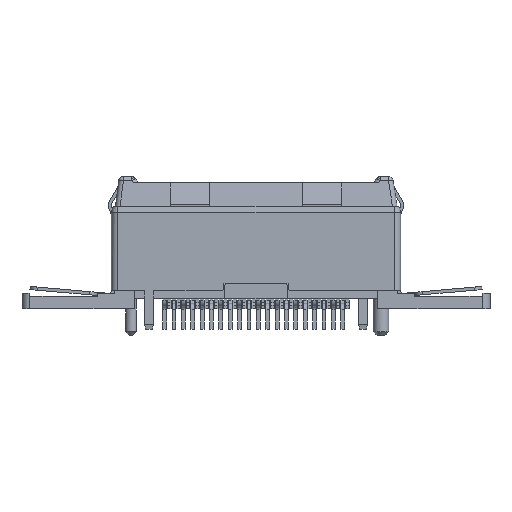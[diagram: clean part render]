
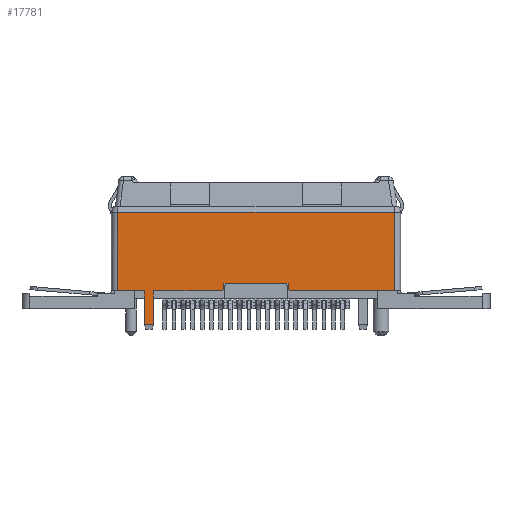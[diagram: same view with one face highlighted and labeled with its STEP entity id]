
A CAD part, front view. The second image highlights one B-rep face of the part: STEP entity #17781.
In plain terms, the highlighted planar face has unit normal (0, -1, 0).
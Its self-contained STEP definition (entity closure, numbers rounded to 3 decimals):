
#1040=DIRECTION('',(1.,0.,0.));
#1041=VECTOR('',#1040,0.65);
#1042=CARTESIAN_POINT('',(-7.8,-1.55,-5.42));
#1043=LINE('',#1042,#1041);
#1140=DIRECTION('',(1.,0.,0.));
#1141=VECTOR('',#1140,5.65);
#1142=CARTESIAN_POINT('',(2.15,-1.55,-5.42));
#1143=LINE('',#1142,#1141);
#1164=DIRECTION('',(1.,0.,0.));
#1165=VECTOR('',#1164,4.4);
#1166=CARTESIAN_POINT('',(-6.55,-1.55,-5.42));
#1167=LINE('',#1166,#1165);
#2963=DIRECTION('',(0.,0.,-1.));
#2964=VECTOR('',#2963,0.4);
#2965=CARTESIAN_POINT('',(-2.05,-1.55,-4.92));
#2966=LINE('',#2965,#2964);
#2967=DIRECTION('',(0.707,0.,0.707));
#2968=VECTOR('',#2967,0.141);
#2969=CARTESIAN_POINT('',(-2.15,-1.55,-5.42));
#2970=LINE('',#2969,#2968);
#2971=DIRECTION('',(0.,0.,1.));
#2972=VECTOR('',#2971,2.15);
#2973=CARTESIAN_POINT('',(-6.55,-1.55,-7.57));
#2974=LINE('',#2973,#2972);
#2975=DIRECTION('',(1.,0.,0.));
#2976=VECTOR('',#2975,0.6);
#2977=CARTESIAN_POINT('',(-7.15,-1.55,-7.57));
#2978=LINE('',#2977,#2976);
#2979=DIRECTION('',(0.,0.,-1.));
#2980=VECTOR('',#2979,2.15);
#2981=CARTESIAN_POINT('',(-7.15,-1.55,-5.42));
#2982=LINE('',#2981,#2980);
#2983=DIRECTION('',(1.,0.,0.));
#2984=VECTOR('',#2983,1.05);
#2985=CARTESIAN_POINT('',(-8.85,-1.55,-5.42));
#2986=LINE('',#2985,#2984);
#2987=DIRECTION('',(0.,0.,-1.));
#2988=VECTOR('',#2987,5.02);
#2989=CARTESIAN_POINT('',(-8.85,-1.55,
-0.4));
#2990=LINE('',#2989,#2988);
#2991=DIRECTION('',(1.,0.,0.));
#2992=VECTOR('',#2991,17.7);
#2993=CARTESIAN_POINT('',(-8.85,-1.55,
-0.4));
#2994=LINE('',#2993,#2992);
#2995=DIRECTION('',(-1.,0.,0.));
#2996=VECTOR('',#2995,1.05);
#2997=CARTESIAN_POINT('',(8.85,-1.55,-5.42));
#2998=LINE('',#2997,#2996);
#2999=DIRECTION('',(0.707,0.,-0.707));
#3000=VECTOR('',#2999,0.141);
#3001=CARTESIAN_POINT('',(2.05,-1.55,-5.32));
#3002=LINE('',#3001,#3000);
#3003=DIRECTION('',(0.,0.,1.));
#3004=VECTOR('',#3003,0.4);
#3005=CARTESIAN_POINT('',(2.05,-1.55,-5.32));
#3006=LINE('',#3005,#3004);
#3007=DIRECTION('',(-1.,0.,0.));
#3008=VECTOR('',#3007,3.7);
#3009=CARTESIAN_POINT('',(1.85,-1.55,-4.92));
#3010=LINE('',#3009,#3008);
#3015=DIRECTION('',(1.,0.,0.));
#3016=VECTOR('',#3015,0.2);
#3017=CARTESIAN_POINT('',(1.85,-1.55,-4.92));
#3018=LINE('',#3017,#3016);
#3023=DIRECTION('',(1.,0.,0.));
#3024=VECTOR('',#3023,0.2);
#3025=CARTESIAN_POINT('',(-2.05,-1.55,-4.92));
#3026=LINE('',#3025,#3024);
#3604=DIRECTION('',(0.,0.,-1.));
#3605=VECTOR('',#3604,5.02);
#3606=CARTESIAN_POINT('',(8.85,-1.55,
-0.4));
#3607=LINE('',#3606,#3605);
#11251=CARTESIAN_POINT('',(-8.85,-1.55,-0.4));
#11253=VERTEX_POINT('',#11251);
#11256=CARTESIAN_POINT('',(8.85,-1.55,
-0.4));
#11257=VERTEX_POINT('',#11256);
#11338=CARTESIAN_POINT('',(-7.15,-1.55,-5.42));
#11340=VERTEX_POINT('',#11338);
#11342=CARTESIAN_POINT('',(-6.55,-1.55,-5.42));
#11344=VERTEX_POINT('',#11342);
#11586=CARTESIAN_POINT('',(2.05,-1.55,-4.92));
#11588=VERTEX_POINT('',#11586);
#11590=CARTESIAN_POINT('',(-2.05,-1.55,-4.92));
#11592=VERTEX_POINT('',#11590);
#11672=CARTESIAN_POINT('',(-6.55,-1.55,-7.57));
#11674=VERTEX_POINT('',#11672);
#11684=CARTESIAN_POINT('',(-7.15,-1.55,-7.57));
#11685=VERTEX_POINT('',#11684);
#11814=CARTESIAN_POINT('',(-7.8,-1.55,-5.42));
#11816=VERTEX_POINT('',#11814);
#11822=CARTESIAN_POINT('',(7.8,-1.55,-5.42));
#11824=VERTEX_POINT('',#11822);
#11848=CARTESIAN_POINT('',(-8.85,-1.55,-5.42));
#11849=VERTEX_POINT('',#11848);
#11850=CARTESIAN_POINT('',(8.85,-1.55,-5.42));
#11851=VERTEX_POINT('',#11850);
#14388=CARTESIAN_POINT('',(2.05,-1.55,-5.32));
#14389=VERTEX_POINT('',#14388);
#14390=CARTESIAN_POINT('',(2.15,-1.55,-5.42));
#14391=VERTEX_POINT('',#14390);
#14392=CARTESIAN_POINT('',(-2.15,-1.55,-5.42));
#14393=CARTESIAN_POINT('',(-2.05,-1.55,-5.32));
#14394=VERTEX_POINT('',#14392);
#14395=VERTEX_POINT('',#14393);
#14476=CARTESIAN_POINT('',(1.85,-1.55,-4.92));
#14477=VERTEX_POINT('',#14476);
#14478=CARTESIAN_POINT('',(-1.85,-1.55,-4.92));
#14479=VERTEX_POINT('',#14478);
#17744=CARTESIAN_POINT('',(-8.85,-1.55,0.));
#17745=DIRECTION('',(0.,-1.,0.));
#17746=DIRECTION('',(1.,0.,0.));
#17747=AXIS2_PLACEMENT_3D('',#17744,#17745,#17746);
#17748=PLANE('',#17747);
#17750=ORIENTED_EDGE('',*,*,#17749,.F.);
#17752=ORIENTED_EDGE('',*,*,#17751,.T.);
#17754=ORIENTED_EDGE('',*,*,#17753,.F.);
#17755=ORIENTED_EDGE('',*,*,#15784,.F.);
#17757=ORIENTED_EDGE('',*,*,#17756,.F.);
#17759=ORIENTED_EDGE('',*,*,#17758,.F.);
#17761=ORIENTED_EDGE('',*,*,#17760,.F.);
#17762=ORIENTED_EDGE('',*,*,#15669,.F.);
#17763=ORIENTED_EDGE('',*,*,#15916,.F.);
#17765=ORIENTED_EDGE('',*,*,#17764,.F.);
#17767=ORIENTED_EDGE('',*,*,#17766,.T.);
#17769=ORIENTED_EDGE('',*,*,#17768,.T.);
#17770=ORIENTED_EDGE('',*,*,#17668,.T.);
#17771=ORIENTED_EDGE('',*,*,#15764,.F.);
#17773=ORIENTED_EDGE('',*,*,#17772,.F.);
#17775=ORIENTED_EDGE('',*,*,#17774,.T.);
#17777=ORIENTED_EDGE('',*,*,#17776,.F.);
#17778=ORIENTED_EDGE('',*,*,#16439,.T.);
#17779=EDGE_LOOP('',(#17750,#17752,#17754,#17755,#17757,#17759,#17761,#17762,
#17763,#17765,#17767,#17769,#17770,#17771,#17773,#17775,#17777,#17778));
#17780=FACE_OUTER_BOUND('',#17779,.F.);
#15669=EDGE_CURVE('',#11816,#11340,#1043,.T.);
#15764=EDGE_CURVE('',#14391,#11824,#1143,.T.);
#15784=EDGE_CURVE('',#11344,#14394,#1167,.T.);
#15916=EDGE_CURVE('',#11849,#11816,#2986,.T.);
#16439=EDGE_CURVE('',#14477,#14479,#3010,.T.);
#17668=EDGE_CURVE('',#11851,#11824,#2998,.T.);
#17749=EDGE_CURVE('',#11592,#14479,#3026,.T.);
#17751=EDGE_CURVE('',#11592,#14395,#2966,.T.);
#17753=EDGE_CURVE('',#14394,#14395,#2970,.T.);
#17756=EDGE_CURVE('',#11674,#11344,#2974,.T.);
#17758=EDGE_CURVE('',#11685,#11674,#2978,.T.);
#17760=EDGE_CURVE('',#11340,#11685,#2982,.T.);
#17764=EDGE_CURVE('',#11253,#11849,#2990,.T.);
#17766=EDGE_CURVE('',#11253,#11257,#2994,.T.);
#17768=EDGE_CURVE('',#11257,#11851,#3607,.T.);
#17772=EDGE_CURVE('',#14389,#14391,#3002,.T.);
#17774=EDGE_CURVE('',#14389,#11588,#3006,.T.);
#17776=EDGE_CURVE('',#14477,#11588,#3018,.T.);
#17781=ADVANCED_FACE('',(#17780),#17748,.T.);
